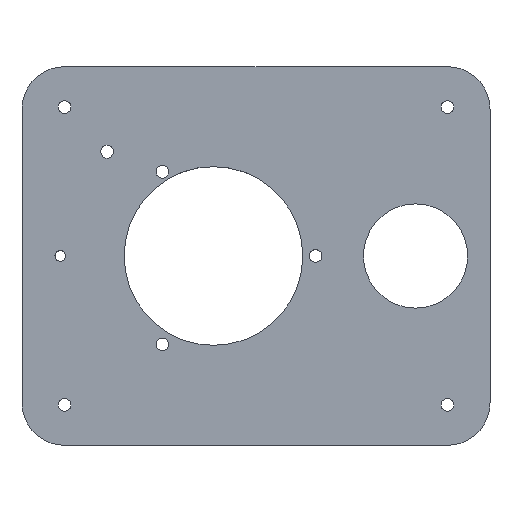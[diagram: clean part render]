
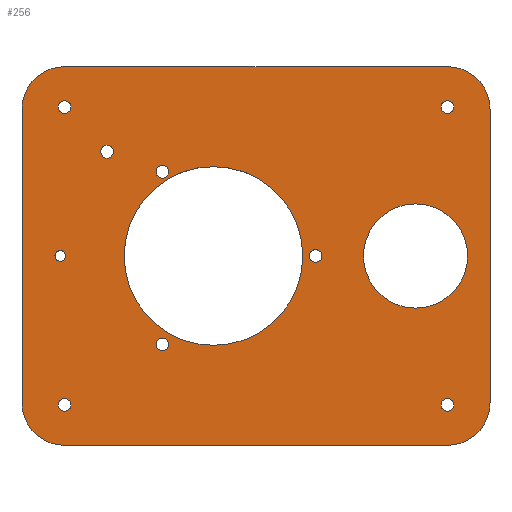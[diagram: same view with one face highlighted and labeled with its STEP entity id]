
A CAD part, top view. The second image highlights one B-rep face of the part: STEP entity #256.
In plain terms, the highlighted planar face has unit normal (0, 0, 1).
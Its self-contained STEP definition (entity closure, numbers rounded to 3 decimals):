
#256=ADVANCED_FACE('',(#467,#469,#471,#473,#475,#477,#479,#481,#483,#485,#487,#489),
#491,.T.);
#467=FACE_BOUND('',#468,.T.);
#468=EDGE_LOOP('',(#573,#574,#575,#576,#577,#578,#579,#580));
#469=FACE_BOUND('',#470,.T.);
#470=EDGE_LOOP('',(#581));
#471=FACE_BOUND('',#472,.T.);
#472=EDGE_LOOP('',(#582));
#473=FACE_BOUND('',#474,.T.);
#474=EDGE_LOOP('',(#583));
#475=FACE_BOUND('',#476,.T.);
#476=EDGE_LOOP('',(#584));
#477=FACE_BOUND('',#478,.T.);
#478=EDGE_LOOP('',(#585));
#479=FACE_BOUND('',#480,.T.);
#480=EDGE_LOOP('',(#586));
#481=FACE_BOUND('',#482,.T.);
#482=EDGE_LOOP('',(#587));
#483=FACE_BOUND('',#484,.T.);
#484=EDGE_LOOP('',(#588));
#485=FACE_BOUND('',#486,.T.);
#486=EDGE_LOOP('',(#589));
#487=FACE_BOUND('',#488,.T.);
#488=EDGE_LOOP('',(#590));
#489=FACE_BOUND('',#490,.T.);
#490=EDGE_LOOP('',(#591));
#491=PLANE('',#492);
#492=AXIS2_PLACEMENT_3D('',#493,#494,#495);
#493=CARTESIAN_POINT('',(0.,0.,4.));
#494=DIRECTION('',(0.,0.,1.));
#495=DIRECTION('',(1.,0.,0.));
#573=ORIENTED_EDGE('',*,*,#614,.T.);
#574=ORIENTED_EDGE('',*,*,#628,.T.);
#575=ORIENTED_EDGE('',*,*,#626,.T.);
#576=ORIENTED_EDGE('',*,*,#624,.T.);
#577=ORIENTED_EDGE('',*,*,#622,.T.);
#578=ORIENTED_EDGE('',*,*,#620,.T.);
#579=ORIENTED_EDGE('',*,*,#618,.T.);
#580=ORIENTED_EDGE('',*,*,#616,.T.);
#581=ORIENTED_EDGE('',*,*,#639,.T.);
#582=ORIENTED_EDGE('',*,*,#635,.T.);
#583=ORIENTED_EDGE('',*,*,#634,.T.);
#584=ORIENTED_EDGE('',*,*,#633,.T.);
#585=ORIENTED_EDGE('',*,*,#632,.T.);
#586=ORIENTED_EDGE('',*,*,#631,.T.);
#587=ORIENTED_EDGE('',*,*,#630,.T.);
#588=ORIENTED_EDGE('',*,*,#638,.T.);
#589=ORIENTED_EDGE('',*,*,#637,.T.);
#590=ORIENTED_EDGE('',*,*,#636,.T.);
#591=ORIENTED_EDGE('',*,*,#629,.T.);
#614=EDGE_CURVE('',#684,#682,#685,.T.);
#616=EDGE_CURVE('',#687,#684,#688,.T.);
#618=EDGE_CURVE('',#690,#687,#691,.T.);
#620=EDGE_CURVE('',#693,#690,#694,.T.);
#622=EDGE_CURVE('',#696,#693,#697,.T.);
#624=EDGE_CURVE('',#699,#696,#700,.T.);
#626=EDGE_CURVE('',#702,#699,#703,.T.);
#628=EDGE_CURVE('',#682,#702,#705,.T.);
#629=EDGE_CURVE('',#706,#706,#707,.F.);
#630=EDGE_CURVE('',#708,#708,#709,.F.);
#631=EDGE_CURVE('',#710,#710,#711,.F.);
#632=EDGE_CURVE('',#712,#712,#713,.F.);
#633=EDGE_CURVE('',#714,#714,#715,.F.);
#634=EDGE_CURVE('',#716,#716,#717,.F.);
#635=EDGE_CURVE('',#718,#718,#719,.F.);
#636=EDGE_CURVE('',#720,#720,#721,.F.);
#637=EDGE_CURVE('',#722,#722,#723,.F.);
#638=EDGE_CURVE('',#724,#724,#725,.F.);
#639=EDGE_CURVE('',#726,#726,#727,.F.);
#682=VERTEX_POINT('',#829);
#684=VERTEX_POINT('',#833);
#685=LINE('',#834,#835);
#687=VERTEX_POINT('',#840);
#688=CIRCLE('',#841,10.);
#690=VERTEX_POINT('',#848);
#691=LINE('',#849,#850);
#693=VERTEX_POINT('',#855);
#694=CIRCLE('',#856,10.);
#696=VERTEX_POINT('',#863);
#697=LINE('',#864,#865);
#699=VERTEX_POINT('',#870);
#700=CIRCLE('',#871,10.);
#702=VERTEX_POINT('',#878);
#703=LINE('',#879,#880);
#705=CIRCLE('',#885,10.);
#706=VERTEX_POINT('',#889);
#707=CIRCLE('',#890,1.25);
#708=VERTEX_POINT('',#894);
#709=CIRCLE('',#895,1.5);
#710=VERTEX_POINT('',#899);
#711=CIRCLE('',#900,1.5);
#712=VERTEX_POINT('',#904);
#713=CIRCLE('',#905,1.5);
#714=VERTEX_POINT('',#909);
#715=CIRCLE('',#910,1.5);
#716=VERTEX_POINT('',#914);
#717=CIRCLE('',#915,1.5);
#718=VERTEX_POINT('',#919);
#719=CIRCLE('',#920,12.25);
#720=VERTEX_POINT('',#924);
#721=CIRCLE('',#925,1.5);
#722=VERTEX_POINT('',#929);
#723=CIRCLE('',#930,1.5);
#724=VERTEX_POINT('',#934);
#725=CIRCLE('',#935,1.5);
#726=VERTEX_POINT('',#939);
#727=CIRCLE('',#940,21.);
#829=CARTESIAN_POINT('',(-43.34,44.5,4.));
#833=CARTESIAN_POINT('',(46.66,44.5,4.));
#834=CARTESIAN_POINT('',(46.66,44.5,4.));
#835=VECTOR('',#836,1.);
#836=DIRECTION('',(-1.,0.,0.));
#840=CARTESIAN_POINT('',(56.66,34.5,4.));
#841=AXIS2_PLACEMENT_3D('',#842,#843,#844);
#842=CARTESIAN_POINT('',(46.66,34.5,4.));
#843=DIRECTION('',(0.,0.,1.));
#844=DIRECTION('',(1.,0.,0.));
#848=CARTESIAN_POINT('',(56.66,-34.5,4.));
#849=CARTESIAN_POINT('',(56.66,-34.5,4.));
#850=VECTOR('',#851,1.);
#851=DIRECTION('',(0.,1.,0.));
#855=CARTESIAN_POINT('',(46.66,-44.5,4.));
#856=AXIS2_PLACEMENT_3D('',#857,#858,#859);
#857=CARTESIAN_POINT('',(46.66,-34.5,4.));
#858=DIRECTION('',(0.,0.,1.));
#859=DIRECTION('',(0.,-1.,0.));
#863=CARTESIAN_POINT('',(-43.34,-44.5,4.));
#864=CARTESIAN_POINT('',(-43.34,-44.5,4.));
#865=VECTOR('',#866,1.);
#866=DIRECTION('',(1.,0.,0.));
#870=CARTESIAN_POINT('',(-53.34,-34.5,4.));
#871=AXIS2_PLACEMENT_3D('',#872,#873,#874);
#872=CARTESIAN_POINT('',(-43.34,-34.5,4.));
#873=DIRECTION('',(0.,0.,1.));
#874=DIRECTION('',(-1.,0.,0.));
#878=CARTESIAN_POINT('',(-53.34,34.5,4.));
#879=CARTESIAN_POINT('',(-53.34,34.5,4.));
#880=VECTOR('',#881,1.);
#881=DIRECTION('',(0.,-1.,0.));
#885=AXIS2_PLACEMENT_3D('',#886,#887,#888);
#886=CARTESIAN_POINT('',(-43.34,34.5,4.));
#887=DIRECTION('',(0.,0.,1.));
#888=DIRECTION('',(0.,1.,0.));
#889=CARTESIAN_POINT('',(-43.09,0.,4.));
#890=AXIS2_PLACEMENT_3D('',#891,#892,#893);
#891=CARTESIAN_POINT('',(-44.34,0.,4.));
#892=DIRECTION('',(0.,0.,1.));
#893=DIRECTION('',(1.,0.,0.));
#894=CARTESIAN_POINT('',(-31.84,24.5,4.));
#895=AXIS2_PLACEMENT_3D('',#896,#897,#898);
#896=CARTESIAN_POINT('',(-33.34,24.5,4.));
#897=DIRECTION('',(0.,0.,1.));
#898=DIRECTION('',(1.,0.,0.));
#899=CARTESIAN_POINT('',(-41.84,-35.,4.));
#900=AXIS2_PLACEMENT_3D('',#901,#902,#903);
#901=CARTESIAN_POINT('',(-43.34,-35.,4.));
#902=DIRECTION('',(0.,0.,1.));
#903=DIRECTION('',(1.,0.,0.));
#904=CARTESIAN_POINT('',(48.16,-35.,4.));
#905=AXIS2_PLACEMENT_3D('',#906,#907,#908);
#906=CARTESIAN_POINT('',(46.66,-35.,4.));
#907=DIRECTION('',(0.,0.,1.));
#908=DIRECTION('',(1.,0.,0.));
#909=CARTESIAN_POINT('',(48.16,35.,4.));
#910=AXIS2_PLACEMENT_3D('',#911,#912,#913);
#911=CARTESIAN_POINT('',(46.66,35.,4.));
#912=DIRECTION('',(0.,0.,1.));
#913=DIRECTION('',(1.,0.,0.));
#914=CARTESIAN_POINT('',(-41.84,35.,4.));
#915=AXIS2_PLACEMENT_3D('',#916,#917,#918);
#916=CARTESIAN_POINT('',(-43.34,35.,4.));
#917=DIRECTION('',(0.,0.,1.));
#918=DIRECTION('',(1.,0.,0.));
#919=CARTESIAN_POINT('',(51.41,0.,4.));
#920=AXIS2_PLACEMENT_3D('',#921,#922,#923);
#921=CARTESIAN_POINT('',(39.16,0.,4.));
#922=DIRECTION('',(0.,0.,1.));
#923=DIRECTION('',(1.,0.,0.));
#924=CARTESIAN_POINT('',(-18.84,19.785,4.));
#925=AXIS2_PLACEMENT_3D('',#926,#927,#928);
#926=CARTESIAN_POINT('',(-20.34,19.785,4.));
#927=DIRECTION('',(0.,0.,1.));
#928=DIRECTION('',(1.,0.,0.));
#929=CARTESIAN_POINT('',(-18.84,-20.785,4.));
#930=AXIS2_PLACEMENT_3D('',#931,#932,#933);
#931=CARTESIAN_POINT('',(-20.34,-20.785,4.));
#932=DIRECTION('',(0.,0.,1.));
#933=DIRECTION('',(1.,0.,0.));
#934=CARTESIAN_POINT('',(17.16,0.,4.));
#935=AXIS2_PLACEMENT_3D('',#936,#937,#938);
#936=CARTESIAN_POINT('',(15.66,0.,4.));
#937=DIRECTION('',(0.,0.,1.));
#938=DIRECTION('',(1.,0.,0.));
#939=CARTESIAN_POINT('',(12.66,0.,4.));
#940=AXIS2_PLACEMENT_3D('',#941,#942,#943);
#941=CARTESIAN_POINT('',(-8.34,0.,4.));
#942=DIRECTION('',(0.,0.,1.));
#943=DIRECTION('',(1.,0.,0.));
